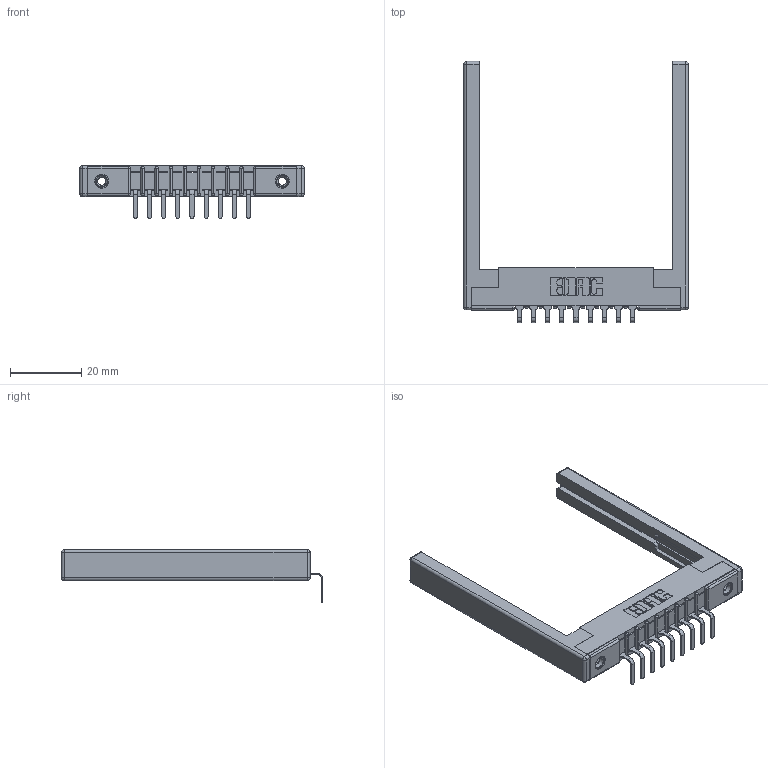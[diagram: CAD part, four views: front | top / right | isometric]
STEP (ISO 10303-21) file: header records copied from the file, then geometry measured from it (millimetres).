
FILE_DESCRIPTION (( 'STEP AP203' ), '1' );
FILE_NAME ('307-009-559-168.STEP', '2019-09-04T15:38:11', ( '' ), ( '' ), 'SwSTEP 2.0', 'SolidWorks 2016', '' );
FILE_SCHEMA (( 'CONFIG_CONTROL_DESIGN' ));
Length unit declared in the file: inch
Products named in the file (5): 307-009-559-168; 307-290-001_558 559 - 1 (Single); 307 Part_.156 Dia Mounting Holes; 345-250-001_345-250-001-102; 307-220-068
Assembly tree (14 placements, depth 2):
  307-009-559-168
    307 Part_.156 Dia Mounting Holes
    307-290-001_558 559 - 1 (Single)  x9
    307-220-068  x2
    345-250-001_345-250-001-102  x2
Bounding box: 63.09 x 73.42 x 14.81 mm (x, y, z)
Volume: 8598.4 mm3; surface area: 9943.2 mm2
Topology: 14 solids, 14 shells, 822 faces, 2279 edges, 1458 vertices
Faces by surface type: plane 509, cylinder 269, sphere 28, cone 12, torus 4
Entity records: 14647 total; most frequent: CARTESIAN_POINT 2421, ORIENTED_EDGE 2396, DIRECTION 2392, EDGE_CURVE 1198, LINE 902, VECTOR 902, VERTEX_POINT 774, AXIS2_PLACEMENT_3D 745
